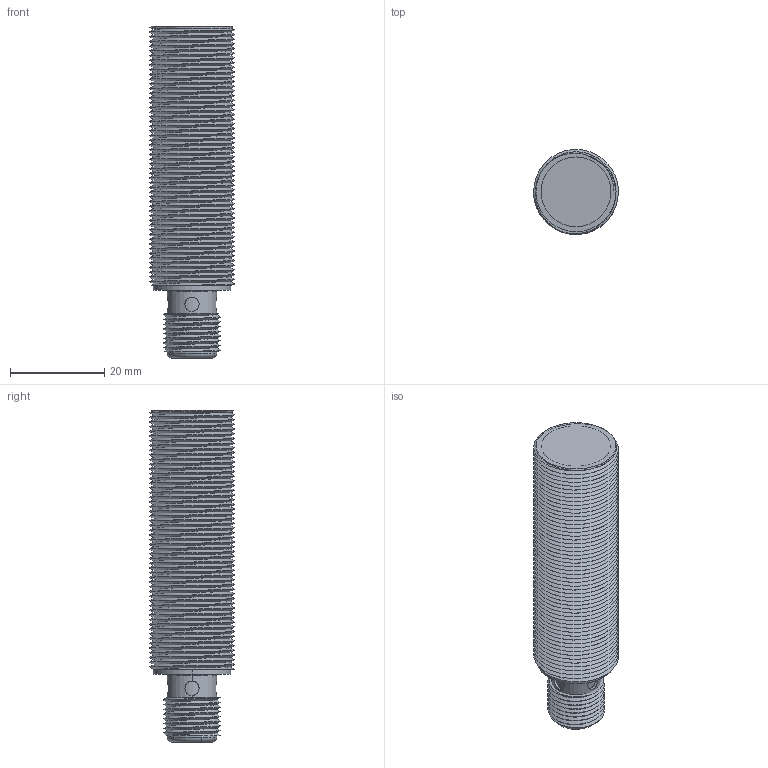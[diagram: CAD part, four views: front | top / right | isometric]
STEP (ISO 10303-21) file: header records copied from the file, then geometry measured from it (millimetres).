
FILE_DESCRIPTION (( 'STEP AP203' ), '1' );
FILE_NAME ('W1CF-M1808P-OEU4.STEP', '2025-03-13T03:11:01', ( '' ), ( '' ), 'SwSTEP 2.0', 'SolidWorks 2024', '' );
FILE_SCHEMA (( 'CONFIG_CONTROL_DESIGN' ));
Length unit declared in the file: millimetre
Products named in the file (12): 零件-标准型埋入管子; 零件-M12铜头螺纹; plog壳2; 埋入感应壳; 零件-铜头; 装配体-铜头; 插针1; 装配体M12-Plug; W1CF-M1808P-OEU4; 插针1 - 副本 (3); 插针1 - 副本 (4); 插针1 - 副本
Assembly tree (11 placements, depth 4):
  W1CF-M1808P-OEU4
    装配体-铜头
      零件-铜头
      装配体M12-Plug
        plog壳2
        插针1
        插针1 - 副本
        插针1 - 副本 (3)
        插针1 - 副本 (4)
      零件-M12铜头螺纹
    零件-标准型埋入管子
    埋入感应壳
Bounding box: 18 x 17.98 x 70.5 mm (x, y, z)
Volume: 4338.5 mm3; surface area: 12285.5 mm2
Topology: 9 solids, 9 shells, 205 faces, 554 edges, 368 vertices
Faces by surface type: cylinder 168, plane 24, torus 5, sphere 4, bspline 4
Entity records: 16835 total; most frequent: CARTESIAN_POINT 11187, ORIENTED_EDGE 1084, DIRECTION 779, EDGE_CURVE 542, VERTEX_POINT 360, AXIS2_PLACEMENT_3D 304, EDGE_LOOP 224, FACE_OUTER_BOUND 205
